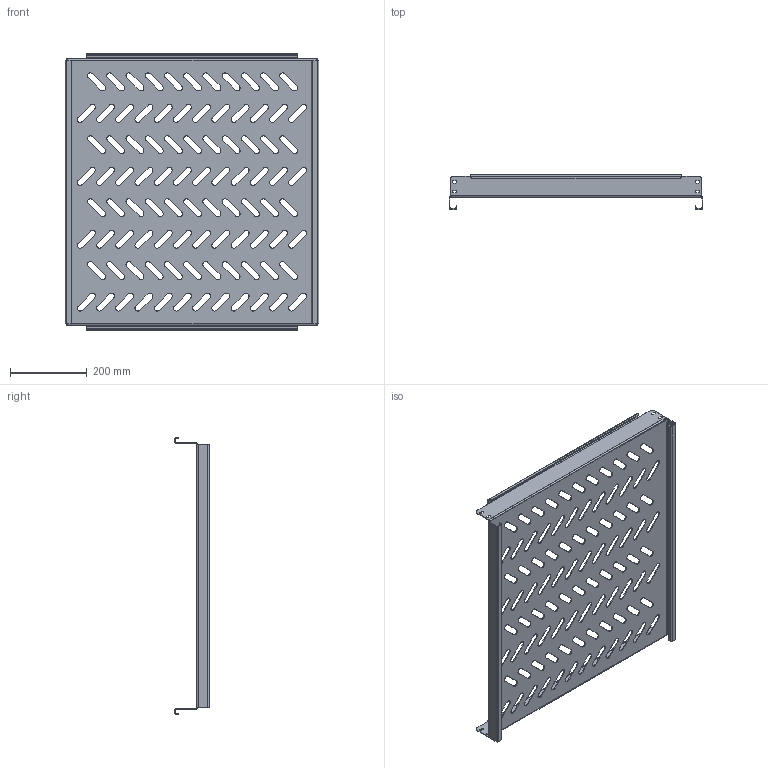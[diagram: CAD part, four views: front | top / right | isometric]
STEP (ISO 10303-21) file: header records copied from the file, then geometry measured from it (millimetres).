
FILE_DESCRIPTION (( 'STEP AP214' ), '1' );
FILE_NAME ('945.387.STEP', '2024-09-25T11:13:57', ( '' ), ( '' ), 'SwSTEP 2.0', 'SolidWorks 2021', '' );
FILE_SCHEMA (( 'AUTOMOTIVE_DESIGN' ));
Length unit declared in the file: millimetre
Products named in the file (1): 945.387
Bounding box: 660 x 90 x 720 mm (x, y, z)
Volume: 1087858.8 mm3; surface area: 1119992.6 mm2
Topology: 1 solids, 1 shells, 622 faces, 1772 edges, 1152 vertices
Faces by surface type: cylinder 336, plane 278, bspline 8
Entity records: 21194 total; most frequent: CARTESIAN_POINT 4047, DIRECTION 3634, ORIENTED_EDGE 3544, EDGE_CURVE 1772, AXIS2_PLACEMENT_3D 1287, VERTEX_POINT 1152, LINE 1060, VECTOR 1060
